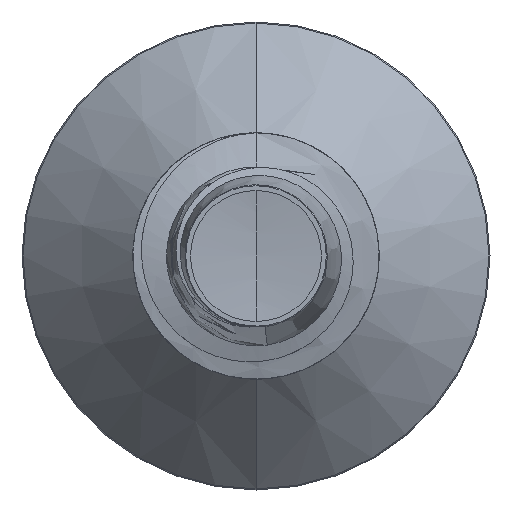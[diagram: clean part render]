
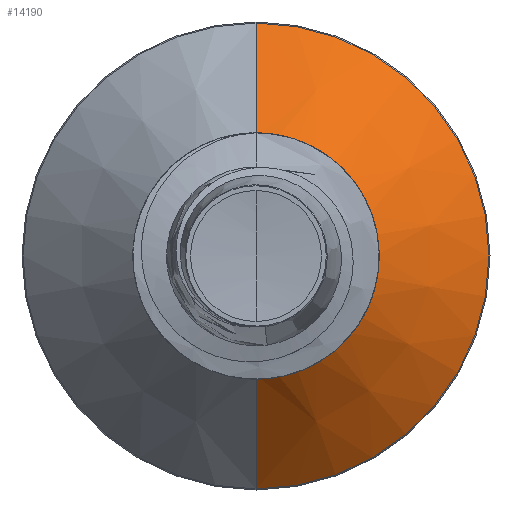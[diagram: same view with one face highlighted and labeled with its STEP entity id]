
A CAD part, front view. The second image highlights one B-rep face of the part: STEP entity #14190.
In plain terms, the highlighted conical face has half-angle 45 degrees and reference radius 0.97 mm.
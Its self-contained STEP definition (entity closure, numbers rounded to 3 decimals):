
#392 = DIRECTION ( 'NONE',  ( 0., 1., 0. ) ) ;
#430 = CARTESIAN_POINT ( 'NONE',  ( 0., 9.72, 0. ) ) ;
#458 = DIRECTION ( 'NONE',  ( 0., 0., 1. ) ) ;
#1103 = AXIS2_PLACEMENT_3D ( 'NONE', #20671, #10845, #22196 ) ;
#1390 = ORIENTED_EDGE ( 'NONE', *, *, #19796, .F. ) ;
#1468 = CARTESIAN_POINT ( 'NONE',  ( 0., 10.641, 0. ) ) ;
#1773 = ORIENTED_EDGE ( 'NONE', *, *, #20728, .T. ) ;
#1830 = AXIS2_PLACEMENT_3D ( 'NONE', #1468, #15130, #3672 ) ;
#2042 = AXIS2_PLACEMENT_3D ( 'NONE', #430, #392, #458 ) ;
#3672 = DIRECTION ( 'NONE',  ( 0., 0., 1. ) ) ;
#4370 = VECTOR ( 'NONE', #12289, 1000. ) ;
#5392 = CIRCLE ( 'NONE', #1103, 0.97 ) ;
#6347 = VECTOR ( 'NONE', #22485, 1000. ) ;
#6395 = CONICAL_SURFACE ( 'NONE', #2042, 0.97, 0.785 ) ;
#7051 = FACE_OUTER_BOUND ( 'NONE', #19885, .T. ) ;
#8532 = VERTEX_POINT ( 'NONE', #11191 ) ;
#8716 = VERTEX_POINT ( 'NONE', #10629 ) ;
#9031 = VERTEX_POINT ( 'NONE', #10434 ) ;
#9768 = LINE ( 'NONE', #10481, #4370 ) ;
#10126 = CARTESIAN_POINT ( 'NONE',  ( 0., 9.72, 0.97 ) ) ;
#10178 = VERTEX_POINT ( 'NONE', #10126 ) ;
#10434 = CARTESIAN_POINT ( 'NONE',  ( 0., 9.72, -0.97 ) ) ;
#10481 = CARTESIAN_POINT ( 'NONE',  ( 0., 9.72, 0.97 ) ) ;
#10629 = CARTESIAN_POINT ( 'NONE',  ( 0., 10.641, -1.891 ) ) ;
#10845 = DIRECTION ( 'NONE',  ( 0., 1., 0. ) ) ;
#10943 = LINE ( 'NONE', #22550, #6347 ) ;
#11191 = CARTESIAN_POINT ( 'NONE',  ( 0., 10.641, 1.891 ) ) ;
#12289 = DIRECTION ( 'NONE',  ( 0., 0.707, 0.707 ) ) ;
#14190 = ADVANCED_FACE ( 'NONE', ( #7051 ), #6395, .T. ) ;
#14721 = ORIENTED_EDGE ( 'NONE', *, *, #22182, .T. ) ;
#15130 = DIRECTION ( 'NONE',  ( 0., 1., 0. ) ) ;
#18496 = ORIENTED_EDGE ( 'NONE', *, *, #20194, .F. ) ;
#19796 = EDGE_CURVE ( 'NONE', #10178, #8532, #9768, .T. ) ;
#19885 = EDGE_LOOP ( 'NONE', ( #1773, #14721, #18496, #1390 ) ) ;
#20194 = EDGE_CURVE ( 'NONE', #8532, #8716, #22793, .T. ) ;
#20671 = CARTESIAN_POINT ( 'NONE',  ( 0., 9.72, 0. ) ) ;
#20728 = EDGE_CURVE ( 'NONE', #10178, #9031, #5392, .T. ) ;
#22182 = EDGE_CURVE ( 'NONE', #9031, #8716, #10943, .T. ) ;
#22196 = DIRECTION ( 'NONE',  ( 0., 0., 1. ) ) ;
#22485 = DIRECTION ( 'NONE',  ( 0., 0.707, -0.707 ) ) ;
#22550 = CARTESIAN_POINT ( 'NONE',  ( 0., 9.72, -0.97 ) ) ;
#22793 = CIRCLE ( 'NONE', #1830, 1.891 ) ;
